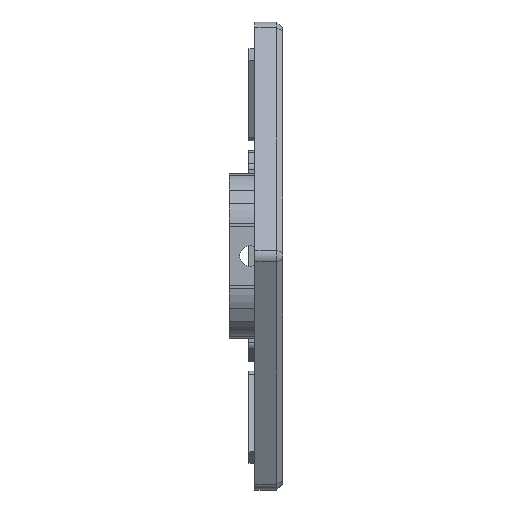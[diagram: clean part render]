
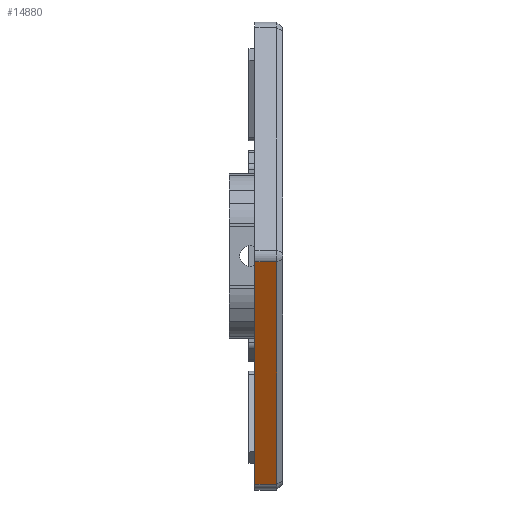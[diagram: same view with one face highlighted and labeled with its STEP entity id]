
A CAD part, left-side view. The second image highlights one B-rep face of the part: STEP entity #14880.
In plain terms, the highlighted planar face has unit normal (-0.866, 0, -0.5).
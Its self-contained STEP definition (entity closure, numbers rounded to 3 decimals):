
#208=PLANE('',#16095);
#1139=FACE_OUTER_BOUND('',#2073,.T.);
#2073=EDGE_LOOP('',(#11332,#11333,#11334,#11335));
#3115=LINE('',#22508,#4911);
#3145=LINE('',#22595,#4941);
#3146=LINE('',#22599,#4942);
#3147=LINE('',#22600,#4943);
#4911=VECTOR('',#18153,10.);
#4941=VECTOR('',#18243,10.);
#4942=VECTOR('',#18248,10.);
#4943=VECTOR('',#18249,10.);
#7138=VERTEX_POINT('',#22505);
#7139=VERTEX_POINT('',#22507);
#7166=VERTEX_POINT('',#22594);
#7167=VERTEX_POINT('',#22598);
#8664=EDGE_CURVE('',#7138,#7139,#3115,.T.);
#8708=EDGE_CURVE('',#7139,#7166,#3145,.T.);
#8710=EDGE_CURVE('',#7167,#7138,#3146,.T.);
#8711=EDGE_CURVE('',#7167,#7166,#3147,.F.);
#11332=ORIENTED_EDGE('',*,*,#8664,.F.);
#11333=ORIENTED_EDGE('',*,*,#8710,.F.);
#11334=ORIENTED_EDGE('',*,*,#8711,.T.);
#11335=ORIENTED_EDGE('',*,*,#8708,.F.);
#14880=ADVANCED_FACE('',(#1139),#208,.T.);
#16095=AXIS2_PLACEMENT_3D('',#22597,#18246,#18247);
#18153=DIRECTION('',(0.5,0.,-0.866));
#18243=DIRECTION('',(0.,1.,0.));
#18246=DIRECTION('center_axis',(-0.866,0.,-0.5));
#18247=DIRECTION('ref_axis',(-0.5,0.,0.866));
#18248=DIRECTION('',(0.,-1.,0.));
#18249=DIRECTION('',(-0.5,0.,0.866));
#22505=CARTESIAN_POINT('',(-142.504,3.175,-3.175));
#22507=CARTESIAN_POINT('',(-74.002,3.175,-121.825));
#22508=CARTESIAN_POINT('',(-90.211,3.175,-93.75));
#22594=CARTESIAN_POINT('',(-74.002,14.925,-121.825));
#22595=CARTESIAN_POINT('',(-74.002,0.,-121.825));
#22597=CARTESIAN_POINT('Origin',(-72.169,0.,-125.));
#22598=CARTESIAN_POINT('',(-142.504,14.925,-3.175));
#22599=CARTESIAN_POINT('',(-142.504,0.,-3.175));
#22600=CARTESIAN_POINT('',(-90.211,14.925,-93.75));
